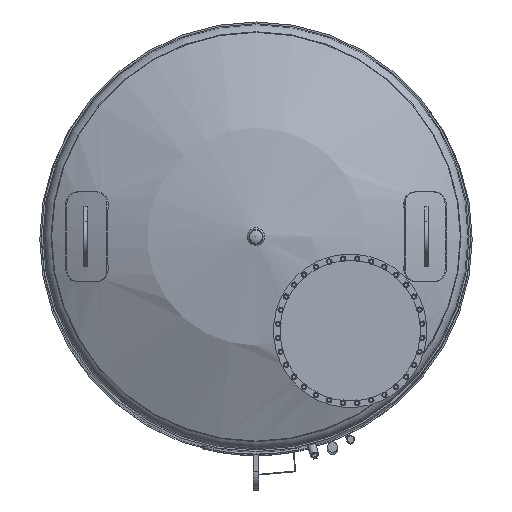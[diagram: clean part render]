
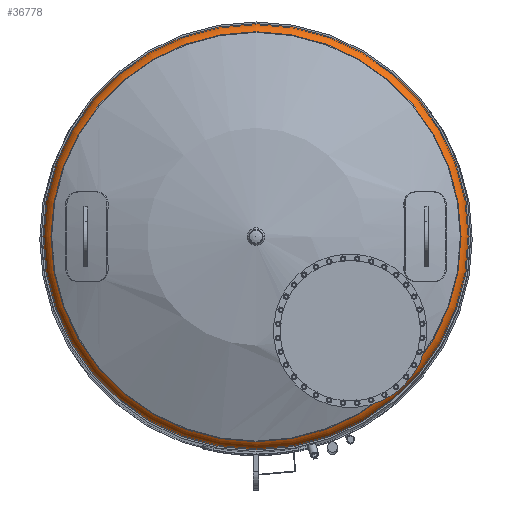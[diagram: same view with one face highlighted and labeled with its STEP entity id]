
A CAD part, top view. The second image highlights one B-rep face of the part: STEP entity #36778.
In plain terms, the highlighted toroidal (fillet/blend) face has major radius 927.333 mm and minor radius 72.667 mm.
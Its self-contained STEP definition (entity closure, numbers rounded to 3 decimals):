
#36552=CARTESIAN_POINT('',(-962.188,0.,6284.762));
#36553=VERTEX_POINT('',#36552);
#36554=CARTESIAN_POINT('',(0.,0.,6284.762));
#36555=DIRECTION('',(0.0,0.0,-1.0));
#36556=DIRECTION('',(-1.0,0.0,0.0));
#36557=AXIS2_PLACEMENT_3D('',#36554,#36555,#36556);
#36558=CIRCLE('',#36557,962.188);
#36559=EDGE_CURVE('',#36553,#36553,#36558,.T.);
#36759=CARTESIAN_POINT('',(0.,0.,6221.));
#36760=DIRECTION('',(0.,0.,-1.0));
#36761=DIRECTION('',(0.0,-1.0,0.0));
#36762=AXIS2_PLACEMENT_3D('',#36759,#36760,#36761);
#36763=TOROIDAL_SURFACE('',#36762,927.333,72.667);
#36764=CARTESIAN_POINT('',(-1000.,0.,6221.));
#36765=VERTEX_POINT('',#36764);
#36766=CARTESIAN_POINT('',(0.,0.,6221.));
#36767=DIRECTION('',(0.0,0.0,-1.0));
#36768=DIRECTION('',(-1.0,0.0,0.0));
#36769=AXIS2_PLACEMENT_3D('',#36766,#36767,#36768);
#36770=CIRCLE('',#36769,1000.);
#36771=EDGE_CURVE('',#36765,#36765,#36770,.T.);
#36772=ORIENTED_EDGE('',*,*,#36771,.F.);
#36773=EDGE_LOOP('',(#36772));
#36774=FACE_OUTER_BOUND('',#36773,.T.);
#36775=ORIENTED_EDGE('',*,*,#36559,.T.);
#36776=EDGE_LOOP('',(#36775));
#36777=FACE_BOUND('',#36776,.T.);
#36778=ADVANCED_FACE('',(#36774,#36777),#36763,.T.);
